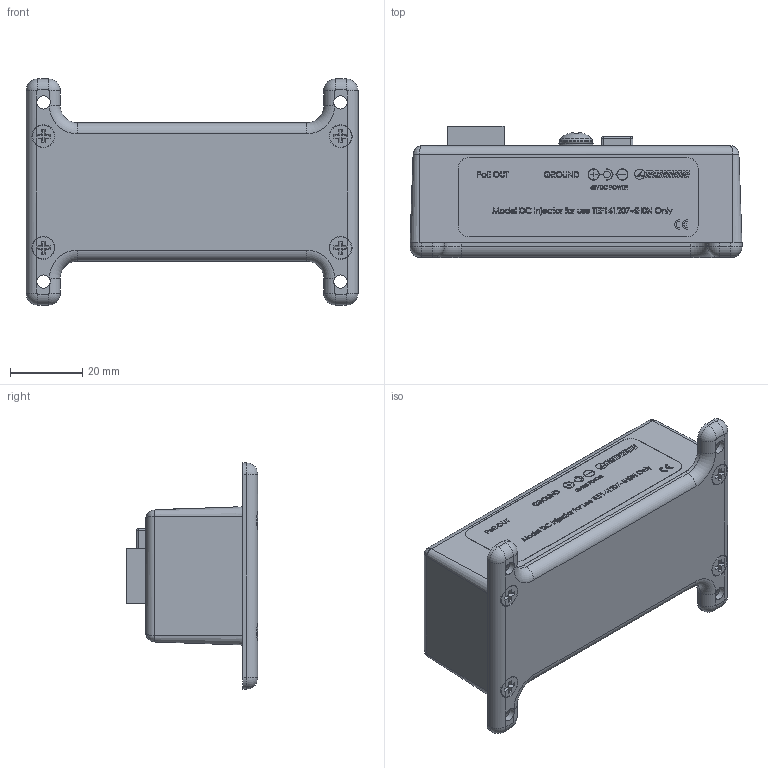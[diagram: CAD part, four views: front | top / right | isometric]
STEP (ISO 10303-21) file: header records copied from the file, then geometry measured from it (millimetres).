
FILE_DESCRIPTION (( 'STEP AP214' ), '1' );
FILE_NAME ('TEF14-C5-TE2.STEP', '2018-11-20T20:22:06', ( '' ), ( '' ), 'SwSTEP 2.0', 'SolidWorks 2017', '' );
FILE_SCHEMA (( 'AUTOMOTIVE_DESIGN' ));
Length unit declared in the file: inch
Products named in the file (9): XFW-0002; XFS-0026; XF453-01; XF452-01; TEF14-C5-TE2; TEF14-C5-TE2_LABEL; Hyp225; XFN-0003; BT-CAT5-NB2_PatchLabel
Assembly tree (12 placements, depth 2):
  TEF14-C5-TE2
    XF452-01
    XF453-01
    XFS-0026
    XFW-0002  x2
    BT-CAT5-NB2_PatchLabel
    XFN-0003  x4
    Hyp225
    TEF14-C5-TE2_LABEL
Bounding box: 92.2 x 36.45 x 62.79 mm (x, y, z)
Volume: 32947.1 mm3; surface area: 42248.9 mm2
Topology: 25 solids, 25 shells, 1618 faces, 4272 edges, 2803 vertices
Faces by surface type: plane 964, bspline 311, cylinder 219, cone 96, torus 28
Full cylindrical faces by diameter (mm): 0.874 x1, 0.914 x4, 1.778 x4, 2.032 x1, 2.952 x2, 2.982 x4, 3.693 x4, 3.708 x4, 5.08 x2, 6.096 x5, 6.35 x4, 6.934 x4, 9.22 x1, 9.525 x2
Entity records: 72967 total; most frequent: CARTESIAN_POINT 30398, ORIENTED_EDGE 7696, DIRECTION 6009, EDGE_CURVE 3848, LINE 2705, VECTOR 2705, VERTEX_POINT 2587, EDGE_LOOP 1759
